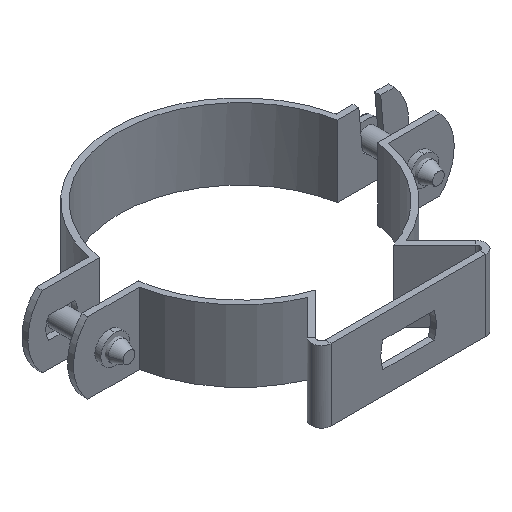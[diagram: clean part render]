
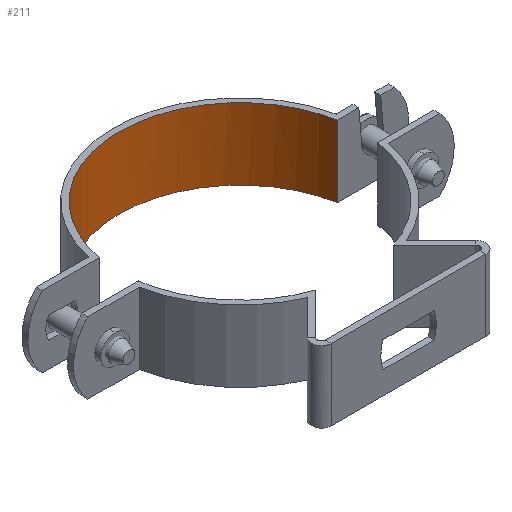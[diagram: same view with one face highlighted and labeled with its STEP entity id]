
A CAD part, isometric view. The second image highlights one B-rep face of the part: STEP entity #211.
In plain terms, the highlighted free-form (B-spline) face has degree [1, 2] with [2, 11] control points.
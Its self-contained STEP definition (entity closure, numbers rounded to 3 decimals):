
#211=ADVANCED_FACE('',(#465),#4083,.T.);
#465=FACE_OUTER_BOUND('',#722,.T.);
#722=EDGE_LOOP('',(#1354,#1355,#1356,#1357));
#1354=ORIENTED_EDGE('',*,*,#2478,.F.);
#1355=ORIENTED_EDGE('',*,*,#2477,.F.);
#1356=ORIENTED_EDGE('',*,*,#2479,.F.);
#1357=ORIENTED_EDGE('',*,*,#2474,.T.);
#2474=EDGE_CURVE('',#3757,#3749,#3522,.T.);
#2477=EDGE_CURVE('',#3764,#3750,#3050,.T.);
#2478=EDGE_CURVE('',#3750,#3749,#3523,.T.);
#2479=EDGE_CURVE('',#3757,#3764,#3524,.T.);
#3050=B_SPLINE_CURVE_WITH_KNOTS('',1,(#11294,#11295),.UNSPECIFIED.,.F.,
 .F.,(2,2),(-22.801,-4.801),.UNSPECIFIED.);
#3522=(
BOUNDED_CURVE()
B_SPLINE_CURVE(1,(#11286,#11287),.UNSPECIFIED.,.F.,.F.)
B_SPLINE_CURVE_WITH_KNOTS((2,2),(1.801,19.801),
 .UNSPECIFIED.)
CURVE()
GEOMETRIC_REPRESENTATION_ITEM()
RATIONAL_B_SPLINE_CURVE((1.,1.))
REPRESENTATION_ITEM('')
);
#3523=(
BOUNDED_CURVE()
B_SPLINE_CURVE(2,(#11296,#11297,#11298,#11299,#11300),.UNSPECIFIED.,.F.,
 .F.)
B_SPLINE_CURVE_WITH_KNOTS((3,2,3),(1.53,40.986,80.442),
 .UNSPECIFIED.)
CURVE()
GEOMETRIC_REPRESENTATION_ITEM()
RATIONAL_B_SPLINE_CURVE((1.,0.768,1.,0.768,1.))
REPRESENTATION_ITEM('')
);
#3524=(
BOUNDED_CURVE()
B_SPLINE_CURVE(2,(#11301,#11302,#11303,#11304,#11305),.UNSPECIFIED.,.F.,
 .F.)
B_SPLINE_CURVE_WITH_KNOTS((3,2,3),(-80.442,-40.986,
-1.53),.UNSPECIFIED.)
CURVE()
GEOMETRIC_REPRESENTATION_ITEM()
RATIONAL_B_SPLINE_CURVE((1.,0.768,1.,0.768,1.))
REPRESENTATION_ITEM('')
);
#3749=VERTEX_POINT('',#11041);
#3750=VERTEX_POINT('',#11042);
#3757=VERTEX_POINT('',#11049);
#3764=VERTEX_POINT('',#11056);
#4083=(
BOUNDED_SURFACE()
B_SPLINE_SURFACE(1,2,((#6310,#6311,#6312,#6313,#6314,#6315,#6316,#6317,
#6318,#6319,#6320),(#6321,#6322,#6323,#6324,#6325,#6326,#6327,#6328,#6329,
#6330,#6331)),.UNSPECIFIED.,.F.,.F.,.F.)
B_SPLINE_SURFACE_WITH_KNOTS((2,2),(3,2,2,2,2,3),(0.,21.602),(0.,60.279,
120.558,180.837,189.372,191.637),
 .UNSPECIFIED.)
GEOMETRIC_REPRESENTATION_ITEM()
RATIONAL_B_SPLINE_SURFACE(((1.,0.707,1.,0.707,1.,
0.707,1.,0.959,0.929,0.921,
0.913),(1.,0.707,1.,0.707,1.,0.707,
1.,0.959,0.929,0.921,0.913)))
REPRESENTATION_ITEM('')
SURFACE()
);
#6310=CARTESIAN_POINT('',(-30.5,42.5,1.801));
#6311=CARTESIAN_POINT('',(-30.5,73.,1.801));
#6312=CARTESIAN_POINT('',(0.,73.,1.801));
#6313=CARTESIAN_POINT('',(30.5,73.,1.801));
#6314=CARTESIAN_POINT('',(30.5,42.5,1.801));
#6315=CARTESIAN_POINT('',(30.5,12.,1.801));
#6316=CARTESIAN_POINT('',(0.,12.,1.801));
#6317=CARTESIAN_POINT('',(-3.186,12.,1.801));
#6318=CARTESIAN_POINT('',(-6.303,12.658,1.801));
#6319=CARTESIAN_POINT('',(-7.164,12.84,1.801));
#6320=CARTESIAN_POINT('',(-8.04,13.025,1.801));
#6321=CARTESIAN_POINT('',(-30.5,42.5,-19.801));
#6322=CARTESIAN_POINT('',(-30.5,73.,-19.801));
#6323=CARTESIAN_POINT('',(0.,73.,-19.801));
#6324=CARTESIAN_POINT('',(30.5,73.,-19.801));
#6325=CARTESIAN_POINT('',(30.5,42.5,-19.801));
#6326=CARTESIAN_POINT('',(30.5,12.,-19.801));
#6327=CARTESIAN_POINT('',(0.,12.,-19.801));
#6328=CARTESIAN_POINT('',(-3.186,12.,-19.801));
#6329=CARTESIAN_POINT('',(-6.303,12.658,-19.801));
#6330=CARTESIAN_POINT('',(-7.164,12.84,-19.801));
#6331=CARTESIAN_POINT('',(-8.04,13.025,-19.801));
#11041=CARTESIAN_POINT('',(-30.,48.,-18.));
#11042=CARTESIAN_POINT('',(30.,48.,-18.));
#11049=CARTESIAN_POINT('',(-30.,48.,0.));
#11056=CARTESIAN_POINT('',(30.,48.,0.));
#11286=CARTESIAN_POINT('',(-30.,48.,0.));
#11287=CARTESIAN_POINT('',(-30.,48.,-18.));
#11294=CARTESIAN_POINT('',(30.,48.,0.));
#11295=CARTESIAN_POINT('',(30.,48.,-18.));
#11296=CARTESIAN_POINT('',(30.,48.,-18.));
#11297=CARTESIAN_POINT('',(25.417,73.,-18.));
#11298=CARTESIAN_POINT('',(0.,73.,-18.));
#11299=CARTESIAN_POINT('',(-25.417,73.,-18.));
#11300=CARTESIAN_POINT('',(-30.,48.,-18.));
#11301=CARTESIAN_POINT('',(-30.,48.,0.));
#11302=CARTESIAN_POINT('',(-25.417,73.,0.));
#11303=CARTESIAN_POINT('',(0.,73.,0.));
#11304=CARTESIAN_POINT('',(25.417,73.,0.));
#11305=CARTESIAN_POINT('',(30.,48.,0.));
